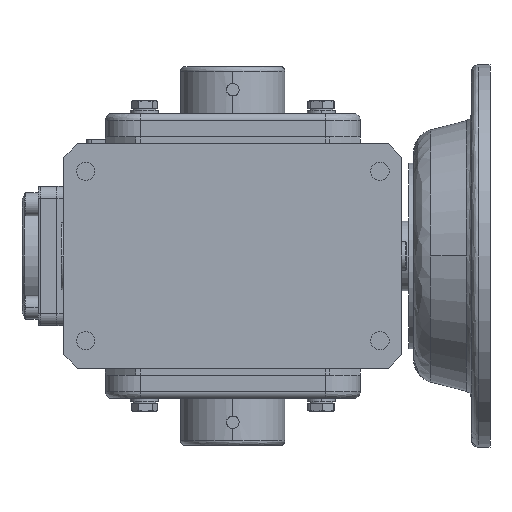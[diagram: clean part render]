
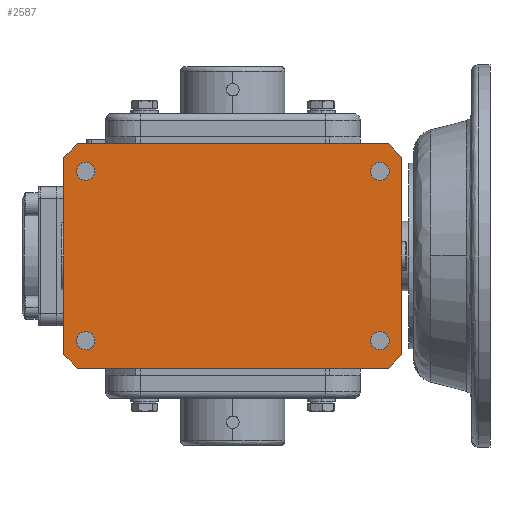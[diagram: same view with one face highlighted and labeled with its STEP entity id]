
A CAD part, front view. The second image highlights one B-rep face of the part: STEP entity #2587.
In plain terms, the highlighted planar face has unit normal (0, -1, 0).
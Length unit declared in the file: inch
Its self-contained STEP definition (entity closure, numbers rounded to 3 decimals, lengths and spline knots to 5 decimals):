
#122 = FACE_BOUND ( 'NONE', #6638, .T. ) ;
#166 = CARTESIAN_POINT ( 'NONE',  ( 2.5, -2.2811, -1.28371 ) ) ;
#346 = EDGE_CURVE ( 'NONE', #18752, #17140, #4722, .T. ) ;
#351 = CARTESIAN_POINT ( 'NONE',  ( -2.87402, -2.2811, -1.67323 ) ) ;
#367 = DIRECTION ( 'NONE',  ( 1., 0., 0. ) ) ;
#373 = DIRECTION ( 'NONE',  ( 0., -1., 0. ) ) ;
#439 = PLANE ( 'NONE',  #19501 ) ;
#451 = ORIENTED_EDGE ( 'NONE', *, *, #18375, .T. ) ;
#467 = CARTESIAN_POINT ( 'NONE',  ( -2.87402, -2.2811, 2.1063 ) ) ;
#529 = DIRECTION ( 'NONE',  ( 0., 1., 0. ) ) ;
#591 = DIRECTION ( 'NONE',  ( 0., 0., -1. ) ) ;
#625 = ORIENTED_EDGE ( 'NONE', *, *, #6397, .T. ) ;
#641 = CARTESIAN_POINT ( 'NONE',  ( 2.5, -2.2811, 1.43996 ) ) ;
#809 = EDGE_CURVE ( 'NONE', #1189, #6966, #13364, .T. ) ;
#881 = EDGE_LOOP ( 'NONE', ( #15012, #16359, #625, #451, #19450, #14456, #17706, #11847 ) ) ;
#1189 = VERTEX_POINT ( 'NONE', #166 ) ;
#1258 = CARTESIAN_POINT ( 'NONE',  ( -2.5, -2.2811, -1.59621 ) ) ;
#1522 = VERTEX_POINT ( 'NONE', #11665 ) ;
#1843 = CARTESIAN_POINT ( 'NONE',  ( -2.5, -2.2811, -1.28371 ) ) ;
#1856 = DIRECTION ( 'NONE',  ( -1., 0., 0. ) ) ;
#1906 = ORIENTED_EDGE ( 'NONE', *, *, #6176, .T. ) ;
#1932 = EDGE_LOOP ( 'NONE', ( #10573, #17960 ) ) ;
#2219 = EDGE_CURVE ( 'NONE', #8471, #2454, #13253, .T. ) ;
#2426 = CARTESIAN_POINT ( 'NONE',  ( -2.87402, -2.2811, -1.67323 ) ) ;
#2454 = VERTEX_POINT ( 'NONE', #1258 ) ;
#2498 = CARTESIAN_POINT ( 'NONE',  ( -2.6378, -2.2811, 1.90945 ) ) ;
#2542 = CARTESIAN_POINT ( 'NONE',  ( -2.6378, -2.2811, 1.90945 ) ) ;
#2587 = ADVANCED_FACE ( 'NONE', ( #15940, #122, #12024, #12990, #7986 ), #439, .T. ) ;
#2666 = ORIENTED_EDGE ( 'NONE', *, *, #4740, .T. ) ;
#2774 = EDGE_CURVE ( 'NONE', #3141, #4795, #9681, .T. ) ;
#2877 = VERTEX_POINT ( 'NONE', #2542 ) ;
#2948 = DIRECTION ( 'NONE',  ( 0., 0., -1. ) ) ;
#2967 = DIRECTION ( 'NONE',  ( 0., 1., 0. ) ) ;
#2991 = CARTESIAN_POINT ( 'NONE',  ( -2.5, -2.2811, -1.43996 ) ) ;
#3141 = VERTEX_POINT ( 'NONE', #15719 ) ;
#4086 = DIRECTION ( 'NONE',  ( -0.707, 0., -0.707 ) ) ;
#4117 = EDGE_CURVE ( 'NONE', #5784, #16567, #15468, .T. ) ;
#4191 = CARTESIAN_POINT ( 'NONE',  ( -2.87402, -2.2811, 2.1063 ) ) ;
#4209 = VECTOR ( 'NONE', #14957, 39.37008 ) ;
#4301 = CARTESIAN_POINT ( 'NONE',  ( -2.87402, -2.2811, -1.90945 ) ) ;
#4373 = DIRECTION ( 'NONE',  ( 0., 0., -1. ) ) ;
#4411 = CIRCLE ( 'NONE', #15959, 0.15625 ) ;
#4414 = DIRECTION ( 'NONE',  ( 0., 1., 0. ) ) ;
#4434 = CARTESIAN_POINT ( 'NONE',  ( 2.5, -2.2811, -1.43996 ) ) ;
#4509 = DIRECTION ( 'NONE',  ( -0.707, 0., 0.707 ) ) ;
#4602 = DIRECTION ( 'NONE',  ( 0., 1., 0. ) ) ;
#4722 = CIRCLE ( 'NONE', #11031, 0.15625 ) ;
#4740 = EDGE_CURVE ( 'NONE', #2454, #8471, #14113, .T. ) ;
#4795 = VERTEX_POINT ( 'NONE', #8622 ) ;
#5115 = CARTESIAN_POINT ( 'NONE',  ( -2.87402, -2.2811, 1.67323 ) ) ;
#5332 = LINE ( 'NONE', #13709, #13011 ) ;
#5431 = CARTESIAN_POINT ( 'NONE',  ( -2.5, -2.2811, -1.43996 ) ) ;
#5543 = ORIENTED_EDGE ( 'NONE', *, *, #346, .T. ) ;
#5658 = LINE ( 'NONE', #6712, #16692 ) ;
#5784 = VERTEX_POINT ( 'NONE', #351 ) ;
#6096 = CARTESIAN_POINT ( 'NONE',  ( 2.5, -2.2811, 1.43996 ) ) ;
#6118 = EDGE_LOOP ( 'NONE', ( #10467, #1906 ) ) ;
#6176 = EDGE_CURVE ( 'NONE', #4795, #3141, #7656, .T. ) ;
#6397 = EDGE_CURVE ( 'NONE', #16567, #1522, #15379, .T. ) ;
#6483 = ORIENTED_EDGE ( 'NONE', *, *, #7182, .T. ) ;
#6638 = EDGE_LOOP ( 'NONE', ( #2666, #14946 ) ) ;
#6712 = CARTESIAN_POINT ( 'NONE',  ( 2.6378, -2.2811, -1.90945 ) ) ;
#6966 = VERTEX_POINT ( 'NONE', #10220 ) ;
#7029 = DIRECTION ( 'NONE',  ( 0., 0., -1. ) ) ;
#7068 = CARTESIAN_POINT ( 'NONE',  ( 2.5, -2.2811, -1.43996 ) ) ;
#7182 = EDGE_CURVE ( 'NONE', #17140, #18752, #4411, .T. ) ;
#7503 = CARTESIAN_POINT ( 'NONE',  ( 2.87402, -2.2811, 2.1063 ) ) ;
#7570 = AXIS2_PLACEMENT_3D ( 'NONE', #5431, #15978, #7029 ) ;
#7656 = CIRCLE ( 'NONE', #11495, 0.15625 ) ;
#7667 = DIRECTION ( 'NONE',  ( 0., 0., -1. ) ) ;
#7986 = FACE_BOUND ( 'NONE', #1932, .T. ) ;
#7998 = DIRECTION ( 'NONE',  ( 0., 1., 0. ) ) ;
#8071 = EDGE_LOOP ( 'NONE', ( #6483, #5543 ) ) ;
#8100 = CARTESIAN_POINT ( 'NONE',  ( -2.5, -2.2811, 1.43996 ) ) ;
#8261 = AXIS2_PLACEMENT_3D ( 'NONE', #4434, #4414, #4373 ) ;
#8471 = VERTEX_POINT ( 'NONE', #1843 ) ;
#8599 = DIRECTION ( 'NONE',  ( 0., 0., -1. ) ) ;
#8622 = CARTESIAN_POINT ( 'NONE',  ( -2.5, -2.2811, 1.59621 ) ) ;
#8728 = DIRECTION ( 'NONE',  ( 0.707, 0., -0.707 ) ) ;
#8761 = EDGE_CURVE ( 'NONE', #13581, #2877, #13041, .T. ) ;
#8920 = DIRECTION ( 'NONE',  ( 0., 0., -1. ) ) ;
#9008 = VECTOR ( 'NONE', #1856, 39.37008 ) ;
#9380 = CIRCLE ( 'NONE', #15292, 0.15625 ) ;
#9620 = VECTOR ( 'NONE', #10747, 39.37008 ) ;
#9681 = CIRCLE ( 'NONE', #12369, 0.15625 ) ;
#9815 = VERTEX_POINT ( 'NONE', #5115 ) ;
#10070 = EDGE_CURVE ( 'NONE', #15230, #13581, #5332, .T. ) ;
#10220 = CARTESIAN_POINT ( 'NONE',  ( 2.5, -2.2811, -1.59621 ) ) ;
#10467 = ORIENTED_EDGE ( 'NONE', *, *, #2774, .T. ) ;
#10537 = CARTESIAN_POINT ( 'NONE',  ( 2.5, -2.2811, 1.28371 ) ) ;
#10573 = ORIENTED_EDGE ( 'NONE', *, *, #12311, .T. ) ;
#10747 = DIRECTION ( 'NONE',  ( 0., 0., 1. ) ) ;
#11031 = AXIS2_PLACEMENT_3D ( 'NONE', #641, #529, #591 ) ;
#11258 = VERTEX_POINT ( 'NONE', #15941 ) ;
#11495 = AXIS2_PLACEMENT_3D ( 'NONE', #13791, #4602, #15223 ) ;
#11665 = CARTESIAN_POINT ( 'NONE',  ( 2.6378, -2.2811, -1.90945 ) ) ;
#11847 = ORIENTED_EDGE ( 'NONE', *, *, #14964, .T. ) ;
#12024 = FACE_BOUND ( 'NONE', #6118, .T. ) ;
#12311 = EDGE_CURVE ( 'NONE', #6966, #1189, #9380, .T. ) ;
#12369 = AXIS2_PLACEMENT_3D ( 'NONE', #8100, #7998, #8920 ) ;
#12549 = EDGE_CURVE ( 'NONE', #11258, #15230, #14548, .T. ) ;
#12862 = LINE ( 'NONE', #4191, #13343 ) ;
#12990 = FACE_BOUND ( 'NONE', #8071, .T. ) ;
#13011 = VECTOR ( 'NONE', #4509, 39.37008 ) ;
#13023 = EDGE_CURVE ( 'NONE', #9815, #5784, #12862, .T. ) ;
#13041 = LINE ( 'NONE', #18432, #9008 ) ;
#13253 = CIRCLE ( 'NONE', #16378, 0.15625 ) ;
#13343 = VECTOR ( 'NONE', #14967, 39.37008 ) ;
#13364 = CIRCLE ( 'NONE', #8261, 0.15625 ) ;
#13534 = CARTESIAN_POINT ( 'NONE',  ( 2.6378, -2.2811, 1.90945 ) ) ;
#13581 = VERTEX_POINT ( 'NONE', #13534 ) ;
#13709 = CARTESIAN_POINT ( 'NONE',  ( 2.87402, -2.2811, 1.67323 ) ) ;
#13791 = CARTESIAN_POINT ( 'NONE',  ( -2.5, -2.2811, 1.43996 ) ) ;
#14113 = CIRCLE ( 'NONE', #7570, 0.15625 ) ;
#14456 = ORIENTED_EDGE ( 'NONE', *, *, #10070, .T. ) ;
#14548 = LINE ( 'NONE', #7503, #9620 ) ;
#14589 = VECTOR ( 'NONE', #8728, 39.37008 ) ;
#14946 = ORIENTED_EDGE ( 'NONE', *, *, #2219, .T. ) ;
#14957 = DIRECTION ( 'NONE',  ( 1., 0., 0. ) ) ;
#14964 = EDGE_CURVE ( 'NONE', #2877, #9815, #15983, .T. ) ;
#14967 = DIRECTION ( 'NONE',  ( 0., 0., -1. ) ) ;
#15012 = ORIENTED_EDGE ( 'NONE', *, *, #13023, .T. ) ;
#15223 = DIRECTION ( 'NONE',  ( 0., 0., -1. ) ) ;
#15230 = VERTEX_POINT ( 'NONE', #18324 ) ;
#15292 = AXIS2_PLACEMENT_3D ( 'NONE', #7068, #17454, #8599 ) ;
#15349 = CARTESIAN_POINT ( 'NONE',  ( 2.5, -2.2811, 1.59621 ) ) ;
#15379 = LINE ( 'NONE', #4301, #4209 ) ;
#15468 = LINE ( 'NONE', #2426, #14589 ) ;
#15719 = CARTESIAN_POINT ( 'NONE',  ( -2.5, -2.2811, 1.28371 ) ) ;
#15865 = CARTESIAN_POINT ( 'NONE',  ( -2.6378, -2.2811, -1.90945 ) ) ;
#15940 = FACE_OUTER_BOUND ( 'NONE', #881, .T. ) ;
#15941 = CARTESIAN_POINT ( 'NONE',  ( 2.87402, -2.2811, -1.67323 ) ) ;
#15959 = AXIS2_PLACEMENT_3D ( 'NONE', #6096, #16574, #7667 ) ;
#15978 = DIRECTION ( 'NONE',  ( 0., 1., 0. ) ) ;
#15983 = LINE ( 'NONE', #2498, #19134 ) ;
#16359 = ORIENTED_EDGE ( 'NONE', *, *, #4117, .T. ) ;
#16378 = AXIS2_PLACEMENT_3D ( 'NONE', #2991, #2967, #2948 ) ;
#16567 = VERTEX_POINT ( 'NONE', #15865 ) ;
#16574 = DIRECTION ( 'NONE',  ( 0., 1., 0. ) ) ;
#16692 = VECTOR ( 'NONE', #18571, 39.37008 ) ;
#17140 = VERTEX_POINT ( 'NONE', #10537 ) ;
#17454 = DIRECTION ( 'NONE',  ( 0., 1., 0. ) ) ;
#17706 = ORIENTED_EDGE ( 'NONE', *, *, #8761, .T. ) ;
#17960 = ORIENTED_EDGE ( 'NONE', *, *, #809, .T. ) ;
#18324 = CARTESIAN_POINT ( 'NONE',  ( 2.87402, -2.2811, 1.67323 ) ) ;
#18375 = EDGE_CURVE ( 'NONE', #1522, #11258, #5658, .T. ) ;
#18432 = CARTESIAN_POINT ( 'NONE',  ( -2.87402, -2.2811, 1.90945 ) ) ;
#18571 = DIRECTION ( 'NONE',  ( 0.707, 0., 0.707 ) ) ;
#18752 = VERTEX_POINT ( 'NONE', #15349 ) ;
#19134 = VECTOR ( 'NONE', #4086, 39.37008 ) ;
#19450 = ORIENTED_EDGE ( 'NONE', *, *, #12549, .T. ) ;
#19501 = AXIS2_PLACEMENT_3D ( 'NONE', #467, #373, #367 ) ;
